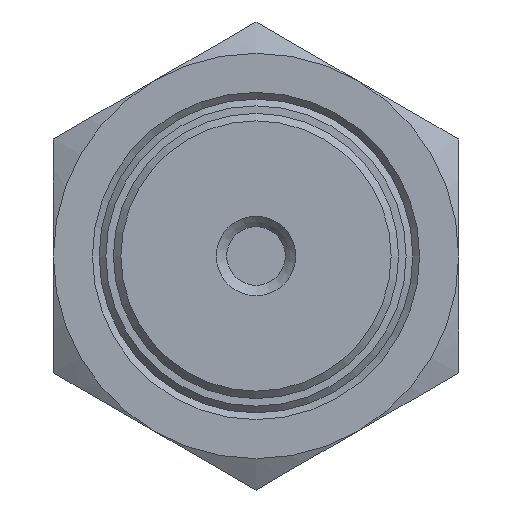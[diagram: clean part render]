
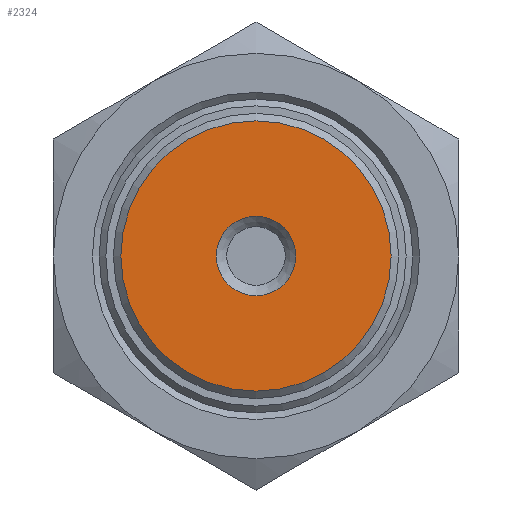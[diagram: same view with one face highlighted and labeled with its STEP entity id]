
A CAD part, left-side view. The second image highlights one B-rep face of the part: STEP entity #2324.
In plain terms, the highlighted planar face has unit normal (-1, 0, 0).
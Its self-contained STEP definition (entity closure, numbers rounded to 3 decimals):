
#681=CARTESIAN_POINT('',(0.0,0.0,-9.));
#682=VERTEX_POINT('',#681);
#683=CARTESIAN_POINT('',(0.0,0.0,0.0));
#684=DIRECTION('',(-1.0,0.0,0.0));
#685=DIRECTION('',(0.0,0.0,-1.0));
#686=AXIS2_PLACEMENT_3D('',#683,#684,#685);
#687=CIRCLE('',#686,9.);
#688=EDGE_CURVE('',#682,#682,#687,.T.);
#712=CARTESIAN_POINT('',(0.0,0.0,2.65));
#713=VERTEX_POINT('',#712);
#714=CARTESIAN_POINT('',(0.0,0.0,0.0));
#715=DIRECTION('',(1.0,0.0,0.0));
#716=DIRECTION('',(0.0,0.0,1.0));
#717=AXIS2_PLACEMENT_3D('',#714,#715,#716);
#718=CIRCLE('',#717,2.65);
#719=EDGE_CURVE('',#713,#713,#718,.T.);
#2313=CARTESIAN_POINT('',(0.0,-9.108,-9.108));
#2314=DIRECTION('',(-1.0,0.0,0.0));
#2315=DIRECTION('',(0.0,0.0,1.0));
#2316=AXIS2_PLACEMENT_3D('',#2313,#2314,#2315);
#2317=PLANE('',#2316);
#2318=ORIENTED_EDGE('',*,*,#688,.T.);
#2319=EDGE_LOOP('',(#2318));
#2320=FACE_OUTER_BOUND('',#2319,.T.);
#2321=ORIENTED_EDGE('',*,*,#719,.T.);
#2322=EDGE_LOOP('',(#2321));
#2323=FACE_BOUND('',#2322,.T.);
#2324=ADVANCED_FACE('',(#2320,#2323),#2317,.T.);
